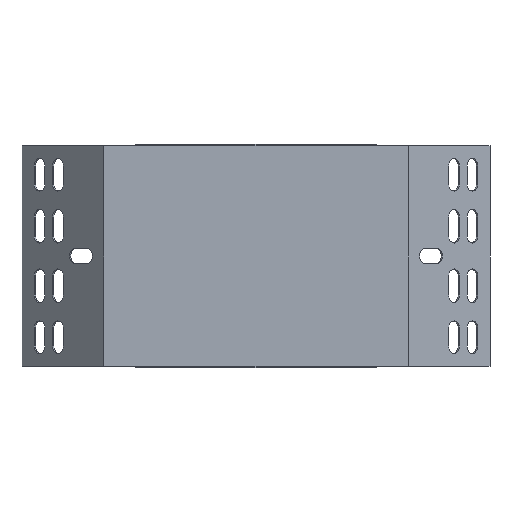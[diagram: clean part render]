
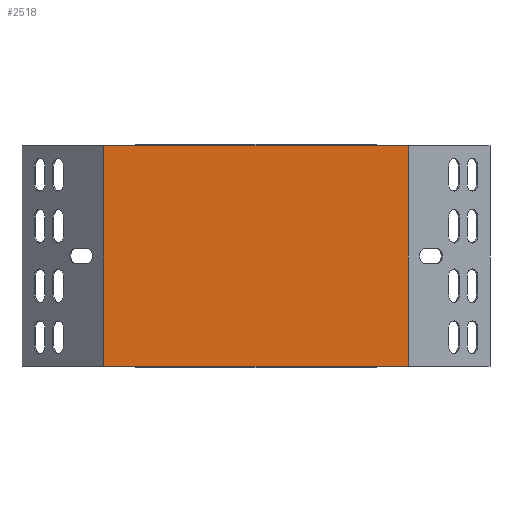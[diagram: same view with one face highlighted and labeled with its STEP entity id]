
A CAD part, front view. The second image highlights one B-rep face of the part: STEP entity #2518.
In plain terms, the highlighted planar face has unit normal (0, -1, 0).
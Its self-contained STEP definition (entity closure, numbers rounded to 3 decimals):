
#5 = ORIENTED_EDGE ( 'NONE', *, *, #2686, .F. ) ;
#118 = VECTOR ( 'NONE', #2973, 1000. ) ;
#180 = AXIS2_PLACEMENT_3D ( 'NONE', #3058, #622, #3068 ) ;
#622 = DIRECTION ( 'NONE',  ( 0., 1., 0. ) ) ;
#623 = VECTOR ( 'NONE', #3794, 1000. ) ;
#907 = LINE ( 'NONE', #3881, #4110 ) ;
#1046 = VERTEX_POINT ( 'NONE', #1650 ) ;
#1364 = EDGE_CURVE ( 'NONE', #4122, #1046, #2497, .T. ) ;
#1623 = ORIENTED_EDGE ( 'NONE', *, *, #1719, .T. ) ;
#1624 = VERTEX_POINT ( 'NONE', #2769 ) ;
#1650 = CARTESIAN_POINT ( 'NONE',  ( 48.063, -23.927, 25.8 ) ) ;
#1666 = DIRECTION ( 'NONE',  ( 1., 0., 0. ) ) ;
#1719 = EDGE_CURVE ( 'NONE', #2539, #4122, #3036, .T. ) ;
#1743 = FACE_OUTER_BOUND ( 'NONE', #2364, .T. ) ;
#1977 = EDGE_CURVE ( 'NONE', #1624, #1046, #907, .T. ) ;
#1984 = CARTESIAN_POINT ( 'NONE',  ( -93.203, -23.927, -75.8 ) ) ;
#2137 = VECTOR ( 'NONE', #1666, 1000. ) ;
#2348 = PLANE ( 'NONE',  #180 ) ;
#2364 = EDGE_LOOP ( 'NONE', ( #1623, #2659, #3433, #5 ) ) ;
#2400 = CARTESIAN_POINT ( 'NONE',  ( -92.299, -23.927, -75.8 ) ) ;
#2497 = LINE ( 'NONE', #3790, #623 ) ;
#2518 = ADVANCED_FACE ( 'NONE', ( #1743 ), #2348, .F. ) ;
#2539 = VERTEX_POINT ( 'NONE', #2400 ) ;
#2649 = CARTESIAN_POINT ( 'NONE',  ( -92.299, -23.927, -75.612 ) ) ;
#2659 = ORIENTED_EDGE ( 'NONE', *, *, #1364, .T. ) ;
#2686 = EDGE_CURVE ( 'NONE', #2539, #1624, #2877, .T. ) ;
#2769 = CARTESIAN_POINT ( 'NONE',  ( -92.299, -23.927, 25.8 ) ) ;
#2877 = LINE ( 'NONE', #2649, #118 ) ;
#2973 = DIRECTION ( 'NONE',  ( 0., 0., 1. ) ) ;
#3036 = LINE ( 'NONE', #1984, #2137 ) ;
#3058 = CARTESIAN_POINT ( 'NONE',  ( -91.968, -23.927, 25. ) ) ;
#3068 = DIRECTION ( 'NONE',  ( 0., 0., 1. ) ) ;
#3433 = ORIENTED_EDGE ( 'NONE', *, *, #1977, .F. ) ;
#3790 = CARTESIAN_POINT ( 'NONE',  ( 48.063, -23.927, -75.612 ) ) ;
#3794 = DIRECTION ( 'NONE',  ( 0., 0., 1. ) ) ;
#3875 = DIRECTION ( 'NONE',  ( 1., 0., 0. ) ) ;
#3881 = CARTESIAN_POINT ( 'NONE',  ( -93.203, -23.927, 25.8 ) ) ;
#4026 = CARTESIAN_POINT ( 'NONE',  ( 48.063, -23.927, -75.8 ) ) ;
#4110 = VECTOR ( 'NONE', #3875, 1000. ) ;
#4122 = VERTEX_POINT ( 'NONE', #4026 ) ;
